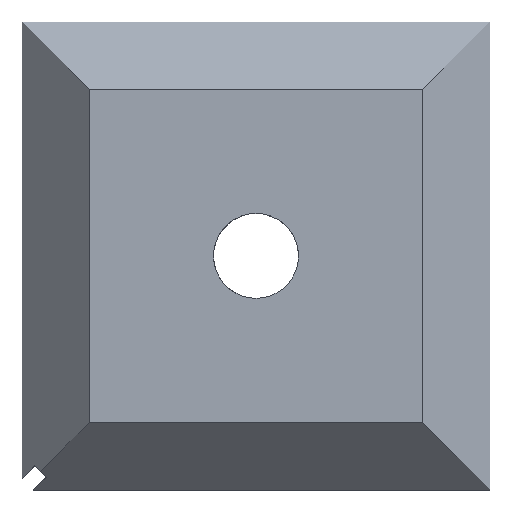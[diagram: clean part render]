
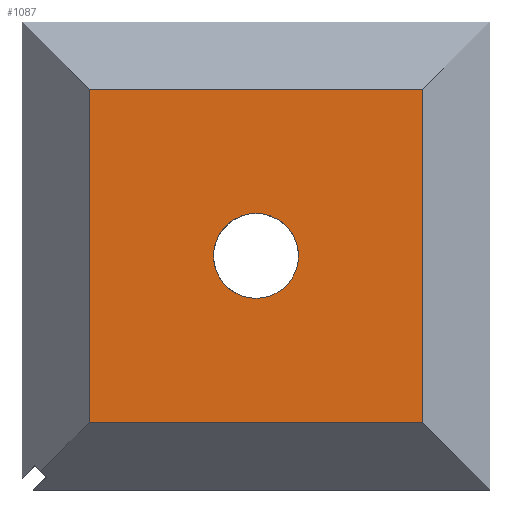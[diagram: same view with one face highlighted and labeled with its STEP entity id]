
A CAD part, top view. The second image highlights one B-rep face of the part: STEP entity #1087.
In plain terms, the highlighted planar face has unit normal (0, 0, 1).
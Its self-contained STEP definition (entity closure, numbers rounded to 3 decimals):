
#523 = VERTEX_POINT('',#524);
#524 = CARTESIAN_POINT('',(13.25,0.,22.));
#530 = EDGE_CURVE('',#523,#523,#531,.T.);
#531 = CIRCLE('',#532,13.25);
#532 = AXIS2_PLACEMENT_3D('',#533,#534,#535);
#533 = CARTESIAN_POINT('',(0.,0.,22.));
#534 = DIRECTION('',(0.,0.,1.));
#535 = DIRECTION('',(1.,0.,0.));
#1087 = ADVANCED_FACE('',(#1088,#1122),#1125,.T.);
#1088 = FACE_BOUND('',#1089,.T.);
#1089 = EDGE_LOOP('',(#1090,#1100,#1108,#1116));
#1090 = ORIENTED_EDGE('',*,*,#1091,.T.);
#1091 = EDGE_CURVE('',#1092,#1094,#1096,.T.);
#1092 = VERTEX_POINT('',#1093);
#1093 = CARTESIAN_POINT('',(52.,-52.,22.));
#1094 = VERTEX_POINT('',#1095);
#1095 = CARTESIAN_POINT('',(52.,52.,22.));
#1096 = LINE('',#1097,#1098);
#1097 = CARTESIAN_POINT('',(52.,-73.,22.));
#1098 = VECTOR('',#1099,1.);
#1099 = DIRECTION('',(0.,1.,0.));
#1100 = ORIENTED_EDGE('',*,*,#1101,.T.);
#1101 = EDGE_CURVE('',#1094,#1102,#1104,.T.);
#1102 = VERTEX_POINT('',#1103);
#1103 = CARTESIAN_POINT('',(-52.,52.,22.));
#1104 = LINE('',#1105,#1106);
#1105 = CARTESIAN_POINT('',(73.,52.,22.));
#1106 = VECTOR('',#1107,1.);
#1107 = DIRECTION('',(-1.,0.,0.));
#1108 = ORIENTED_EDGE('',*,*,#1109,.T.);
#1109 = EDGE_CURVE('',#1102,#1110,#1112,.T.);
#1110 = VERTEX_POINT('',#1111);
#1111 = CARTESIAN_POINT('',(-52.,-52.,22.));
#1112 = LINE('',#1113,#1114);
#1113 = CARTESIAN_POINT('',(-52.,73.,22.));
#1114 = VECTOR('',#1115,1.);
#1115 = DIRECTION('',(0.,-1.,0.));
#1116 = ORIENTED_EDGE('',*,*,#1117,.T.);
#1117 = EDGE_CURVE('',#1110,#1092,#1118,.T.);
#1118 = LINE('',#1119,#1120);
#1119 = CARTESIAN_POINT('',(-73.,-52.,22.));
#1120 = VECTOR('',#1121,1.);
#1121 = DIRECTION('',(1.,0.,0.));
#1122 = FACE_BOUND('',#1123,.T.);
#1123 = EDGE_LOOP('',(#1124));
#1124 = ORIENTED_EDGE('',*,*,#530,.F.);
#1125 = PLANE('',#1126);
#1126 = AXIS2_PLACEMENT_3D('',#1127,#1128,#1129);
#1127 = CARTESIAN_POINT('',(0.,0.,22.));
#1128 = DIRECTION('',(0.,0.,1.));
#1129 = DIRECTION('',(1.,0.,0.));
